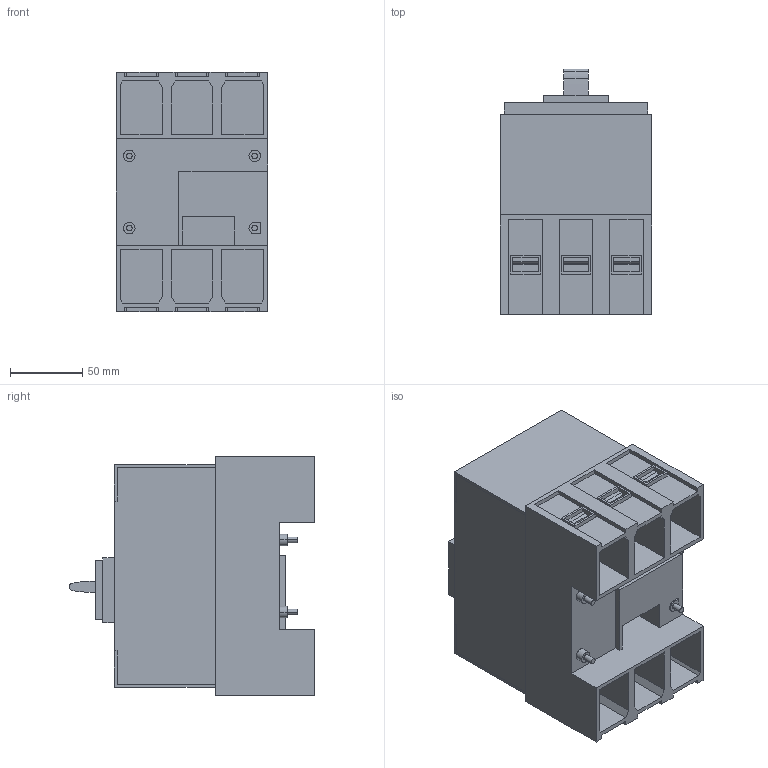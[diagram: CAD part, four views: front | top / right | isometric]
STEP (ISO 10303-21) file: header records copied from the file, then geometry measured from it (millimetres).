
FILE_DESCRIPTION(('CATIA V5 STEP Exchange'),'2;1');
FILE_NAME('1SDH001295R0456_1PA_001_00_XT3_3P_PLUG-IN_FIXING_50MM.stp','2014-11-11T15:28:47+00:00',('none'),('none'),'CATIA Version 5 Release 20 SP 1 (IN-10)','CATIA V5 STEP AP214','none');
FILE_SCHEMA(('AUTOMOTIVE_DESIGN { 1 0 10303 214 1 1 1 1 }'));
Length unit declared in the file: millimetre
Products named in the file (1): 1SDH001295R0456_1PA_001_00_XT3_3P_PLUG-IN_FIXING_50MM
Bounding box: 105 x 170.28 x 166 mm (x, y, z)
Volume: 1940369.1 mm3; surface area: 220205 mm2
Topology: 4 solids, 4 shells, 218 faces, 579 edges, 386 vertices
Faces by surface type: plane 198, cylinder 20
Entity records: 6382 total; most frequent: ORIENTED_EDGE 1158, CARTESIAN_POINT 1098, DIRECTION 843, EDGE_CURVE 579, VECTOR 539, LINE 539, VERTEX_POINT 386, EDGE_LOOP 247
